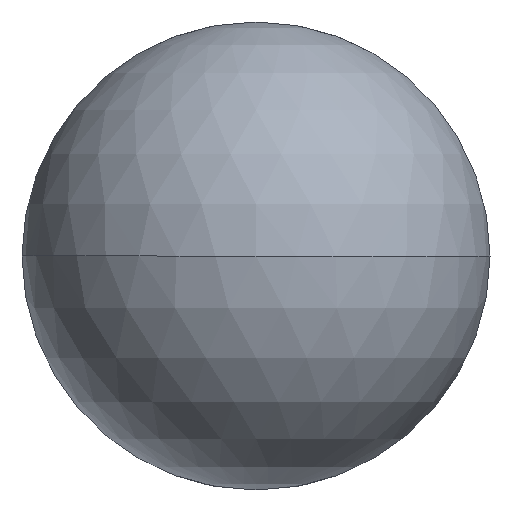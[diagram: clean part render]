
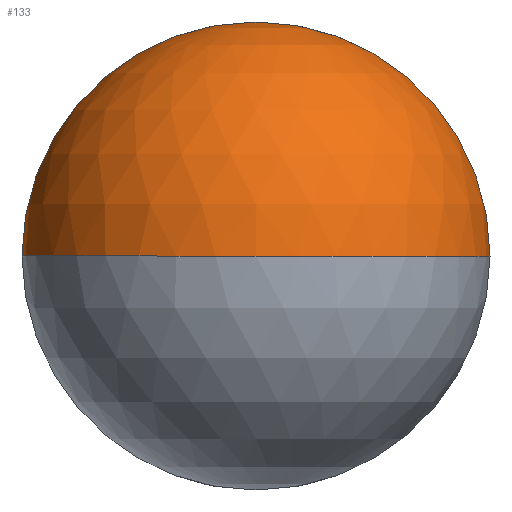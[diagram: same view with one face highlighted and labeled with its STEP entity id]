
A CAD part, front view. The second image highlights one B-rep face of the part: STEP entity #133.
In plain terms, the highlighted spherical face has radius 6.35 mm.
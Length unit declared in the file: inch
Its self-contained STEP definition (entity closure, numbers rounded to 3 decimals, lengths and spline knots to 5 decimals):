
#2 = ORIENTED_EDGE ( 'NONE', *, *, #349, .T. ) ;
#18 = ORIENTED_EDGE ( 'NONE', *, *, #125, .T. ) ;
#26 = EDGE_CURVE ( 'NONE', #98, #243, #115, .T. ) ;
#31 = DIRECTION ( 'NONE',  ( 0., 0., -1. ) ) ;
#43 = AXIS2_PLACEMENT_3D ( 'NONE', #157, #281, #316 ) ;
#44 = FACE_OUTER_BOUND ( 'NONE', #205, .T. ) ;
#51 = CARTESIAN_POINT ( 'NONE',  ( 0., 0.25, 0. ) ) ;
#58 = CARTESIAN_POINT ( 'NONE',  ( 0., 0.25, 0. ) ) ;
#78 = CIRCLE ( 'NONE', #350, 0.25 ) ;
#89 = SPHERICAL_SURFACE ( 'NONE', #126, 0.25 ) ;
#98 = VERTEX_POINT ( 'NONE', #183 ) ;
#111 = DIRECTION ( 'NONE',  ( -1., 0., 0. ) ) ;
#115 = CIRCLE ( 'NONE', #363, 0.25 ) ;
#119 = CARTESIAN_POINT ( 'NONE',  ( 0., 0.25, 0.25 ) ) ;
#123 = ORIENTED_EDGE ( 'NONE', *, *, #220, .T. ) ;
#125 = EDGE_CURVE ( 'NONE', #336, #180, #78, .T. ) ;
#126 = AXIS2_PLACEMENT_3D ( 'NONE', #143, #141, #357 ) ;
#133 = ADVANCED_FACE ( 'NONE', ( #44 ), #89, .T. ) ;
#139 = CIRCLE ( 'NONE', #43, 0.25 ) ;
#141 = DIRECTION ( 'NONE',  ( 0., 0., 1. ) ) ;
#143 = CARTESIAN_POINT ( 'NONE',  ( 0., 0.25, 0. ) ) ;
#157 = CARTESIAN_POINT ( 'NONE',  ( 0., 0.25, 0. ) ) ;
#159 = AXIS2_PLACEMENT_3D ( 'NONE', #51, #191, #245 ) ;
#166 = CIRCLE ( 'NONE', #159, 0.25 ) ;
#167 = CARTESIAN_POINT ( 'NONE',  ( 0., 0.25, 0. ) ) ;
#172 = DIRECTION ( 'NONE',  ( 0., 0., -1. ) ) ;
#173 = ORIENTED_EDGE ( 'NONE', *, *, #26, .F. ) ;
#180 = VERTEX_POINT ( 'NONE', #206 ) ;
#183 = CARTESIAN_POINT ( 'NONE',  ( 0.25, 0.25, 0. ) ) ;
#190 = CARTESIAN_POINT ( 'NONE',  ( 0., 0., 0. ) ) ;
#191 = DIRECTION ( 'NONE',  ( 0., 0., 1. ) ) ;
#205 = EDGE_LOOP ( 'NONE', ( #18, #2, #173, #123 ) ) ;
#206 = CARTESIAN_POINT ( 'NONE',  ( -0.25, 0.25, 0. ) ) ;
#220 = EDGE_CURVE ( 'NONE', #98, #336, #139, .T. ) ;
#243 = VERTEX_POINT ( 'NONE', #190 ) ;
#245 = DIRECTION ( 'NONE',  ( 1., 0., 0. ) ) ;
#281 = DIRECTION ( 'NONE',  ( 0., -1., 0. ) ) ;
#316 = DIRECTION ( 'NONE',  ( 0., 0., -1. ) ) ;
#336 = VERTEX_POINT ( 'NONE', #119 ) ;
#349 = EDGE_CURVE ( 'NONE', #180, #243, #166, .T. ) ;
#350 = AXIS2_PLACEMENT_3D ( 'NONE', #58, #356, #172 ) ;
#356 = DIRECTION ( 'NONE',  ( 0., -1., 0. ) ) ;
#357 = DIRECTION ( 'NONE',  ( 1., 0., 0. ) ) ;
#363 = AXIS2_PLACEMENT_3D ( 'NONE', #167, #31, #111 ) ;
